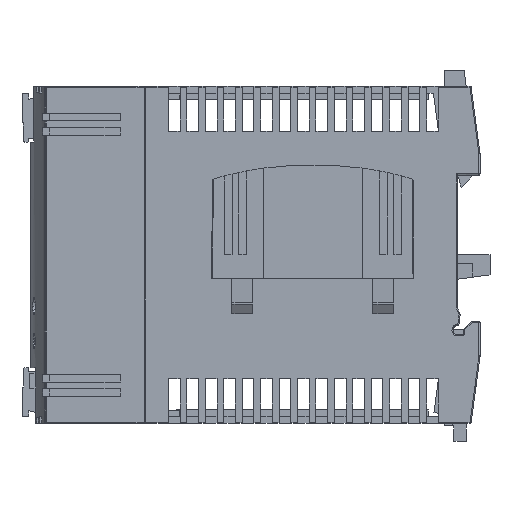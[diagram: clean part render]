
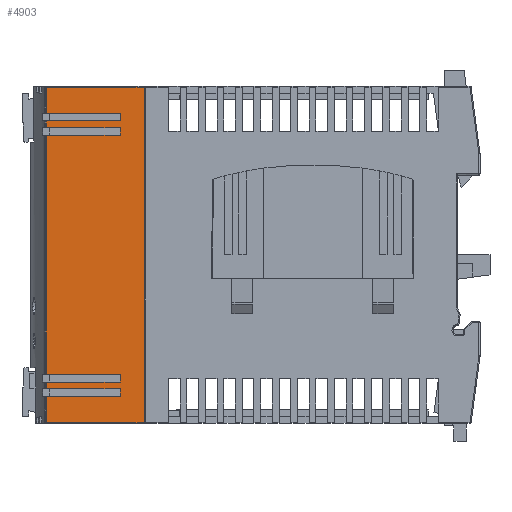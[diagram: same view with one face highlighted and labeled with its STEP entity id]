
A CAD part, front view. The second image highlights one B-rep face of the part: STEP entity #4903.
In plain terms, the highlighted face is planar.
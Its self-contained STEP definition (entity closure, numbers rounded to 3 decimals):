
#4903 = ADVANCED_FACE( '', ( #11962 ), #11963, .F. );
#11962 = FACE_OUTER_BOUND( '', #21289, .T. );
#11963 = PLANE( '', #21290 );
#21289 = EDGE_LOOP( '', ( #36217, #36218, #36219, #36220, #36221, #36222, #36223, #36224, #36225, #36226, #36227, #36228, #36229, #36230, #36231, #36232, #36233, #36234, #36235, #36236 ) );
#21290 = AXIS2_PLACEMENT_3D( '', #36237, #36238, #36239 );
#36217 = ORIENTED_EDGE( '', *, *, #53043, .F. );
#36218 = ORIENTED_EDGE( '', *, *, #56873, .T. );
#36219 = ORIENTED_EDGE( '', *, *, #56874, .T. );
#36220 = ORIENTED_EDGE( '', *, *, #56875, .F. );
#36221 = ORIENTED_EDGE( '', *, *, #56876, .F. );
#36222 = ORIENTED_EDGE( '', *, *, #56877, .T. );
#36223 = ORIENTED_EDGE( '', *, *, #56878, .T. );
#36224 = ORIENTED_EDGE( '', *, *, #56879, .F. );
#36225 = ORIENTED_EDGE( '', *, *, #56880, .F. );
#36226 = ORIENTED_EDGE( '', *, *, #54351, .T. );
#36227 = ORIENTED_EDGE( '', *, *, #56881, .T. );
#36228 = ORIENTED_EDGE( '', *, *, #56584, .F. );
#36229 = ORIENTED_EDGE( '', *, *, #53931, .F. );
#36230 = ORIENTED_EDGE( '', *, *, #56882, .T. );
#36231 = ORIENTED_EDGE( '', *, *, #53861, .T. );
#36232 = ORIENTED_EDGE( '', *, *, #53217, .F. );
#36233 = ORIENTED_EDGE( '', *, *, #56883, .F. );
#36234 = ORIENTED_EDGE( '', *, *, #52980, .T. );
#36235 = ORIENTED_EDGE( '', *, *, #56884, .T. );
#36236 = ORIENTED_EDGE( '', *, *, #53759, .T. );
#36237 = CARTESIAN_POINT( '', ( -22.492, -37.5, -5.217 ) );
#36238 = DIRECTION( '', ( 1., 0., -0.008 ) );
#36239 = DIRECTION( '', ( -0.008, 0., -1. ) );
#52980 = EDGE_CURVE( '', #61989, #61987, #61990, .T. );
#53043 = EDGE_CURVE( '', #62103, #62105, #62106, .T. );
#53217 = EDGE_CURVE( '', #62422, #62424, #62425, .T. );
#53759 = EDGE_CURVE( '', #63375, #62105, #63376, .T. );
#53861 = EDGE_CURVE( '', #63553, #62424, #63554, .T. );
#53931 = EDGE_CURVE( '', #63671, #63672, #63673, .T. );
#54351 = EDGE_CURVE( '', #64392, #64390, #64393, .T. );
#56584 = EDGE_CURVE( '', #63672, #68072, #68073, .T. );
#56873 = EDGE_CURVE( '', #62103, #68497, #68498, .F. );
#56874 = EDGE_CURVE( '', #68497, #68499, #68500, .T. );
#56875 = EDGE_CURVE( '', #68501, #68499, #68502, .T. );
#56876 = EDGE_CURVE( '', #68503, #68501, #68504, .T. );
#56877 = EDGE_CURVE( '', #68503, #68505, #68506, .T. );
#56878 = EDGE_CURVE( '', #68505, #68507, #68508, .T. );
#56879 = EDGE_CURVE( '', #68509, #68507, #68510, .T. );
#56880 = EDGE_CURVE( '', #64392, #68509, #68511, .T. );
#56881 = EDGE_CURVE( '', #64390, #68072, #68512, .T. );
#56882 = EDGE_CURVE( '', #63671, #63553, #68513, .T. );
#56883 = EDGE_CURVE( '', #61989, #62422, #68514, .T. );
#56884 = EDGE_CURVE( '', #61987, #63375, #68515, .T. );
#61987 = VERTEX_POINT( '', #75033 );
#61989 = VERTEX_POINT( '', #75036 );
#61990 = LINE( '', #75037, #75038 );
#62103 = VERTEX_POINT( '', #75201 );
#62105 = VERTEX_POINT( '', #75203 );
#62106 = LINE( '', #75204, #75205 );
#62422 = VERTEX_POINT( '', #75653 );
#62424 = VERTEX_POINT( '', #75656 );
#62425 = LINE( '', #75657, #75658 );
#63375 = VERTEX_POINT( '', #77007 );
#63376 = LINE( '', #77008, #77009 );
#63553 = VERTEX_POINT( '', #77278 );
#63554 = LINE( '', #77279, #77280 );
#63671 = VERTEX_POINT( '', #77437 );
#63672 = VERTEX_POINT( '', #77438 );
#63673 = LINE( '', #77439, #77440 );
#64390 = VERTEX_POINT( '', #78434 );
#64392 = VERTEX_POINT( '', #78437 );
#64393 = LINE( '', #78438, #78439 );
#68072 = VERTEX_POINT( '', #83648 );
#68073 = LINE( '', #83649, #83650 );
#68497 = VERTEX_POINT( '', #84309 );
#68498 = LINE( '', #84310, #84311 );
#68499 = VERTEX_POINT( '', #84312 );
#68500 = LINE( '', #84313, #84314 );
#68501 = VERTEX_POINT( '', #84315 );
#68502 = LINE( '', #84316, #84317 );
#68503 = VERTEX_POINT( '', #84318 );
#68504 = LINE( '', #84319, #84320 );
#68505 = VERTEX_POINT( '', #84321 );
#68506 = LINE( '', #84322, #84323 );
#68507 = VERTEX_POINT( '', #84324 );
#68508 = LINE( '', #84325, #84326 );
#68509 = VERTEX_POINT( '', #84327 );
#68510 = LINE( '', #84328, #84329 );
#68511 = LINE( '', #84330, #84331 );
#68512 = LINE( '', #84332, #84333 );
#68513 = LINE( '', #84334, #84335 );
#68514 = LINE( '', #84336, #84337 );
#68515 = LINE( '', #84338, #84339 );
#75033 = CARTESIAN_POINT( '', ( -22.324, 31.504, 16.521 ) );
#75036 = CARTESIAN_POINT( '', ( -22.451, 31.504, 0.091 ) );
#75037 = CARTESIAN_POINT( '', ( -22.492, 31.504, -5.217 ) );
#75038 = VECTOR( '', #93777, 1000. );
#75201 = CARTESIAN_POINT( '', ( -22.492, -37.3, -5.217 ) );
#75203 = CARTESIAN_POINT( '', ( -22.492, 37.3, -5.217 ) );
#75204 = CARTESIAN_POINT( '', ( -22.492, -37.5, -5.217 ) );
#75205 = VECTOR( '', #93855, 1000. );
#75653 = CARTESIAN_POINT( '', ( -22.451, 29.735, 0.091 ) );
#75656 = CARTESIAN_POINT( '', ( -22.324, 29.735, 16.521 ) );
#75657 = CARTESIAN_POINT( '', ( -22.492, 29.735, -5.217 ) );
#75658 = VECTOR( '', #94037, 1000. );
#77007 = CARTESIAN_POINT( '', ( -22.324, 37.3, 16.521 ) );
#77008 = CARTESIAN_POINT( '', ( -22.492, 37.3, -5.217 ) );
#77009 = VECTOR( '', #94689, 1000. );
#77278 = CARTESIAN_POINT( '', ( -22.324, 28.303, 16.521 ) );
#77279 = CARTESIAN_POINT( '', ( -22.324, -37.5, 16.521 ) );
#77280 = VECTOR( '', #94788, 1000. );
#77437 = CARTESIAN_POINT( '', ( -22.451, 28.303, 0.091 ) );
#77438 = CARTESIAN_POINT( '', ( -22.451, 26.534, 0.091 ) );
#77439 = CARTESIAN_POINT( '', ( -22.451, -37.5, 0.091 ) );
#77440 = VECTOR( '', #94865, 1000. );
#78434 = CARTESIAN_POINT( '', ( -22.324, -26.619, 16.521 ) );
#78437 = CARTESIAN_POINT( '', ( -22.451, -26.619, 0.091 ) );
#78438 = CARTESIAN_POINT( '', ( -22.492, -26.619, -5.217 ) );
#78439 = VECTOR( '', #95329, 1000. );
#83648 = CARTESIAN_POINT( '', ( -22.324, 26.534, 16.521 ) );
#83649 = CARTESIAN_POINT( '', ( -22.492, 26.534, -5.217 ) );
#83650 = VECTOR( '', #97784, 1000. );
#84309 = CARTESIAN_POINT( '', ( -22.324, -37.3, 16.521 ) );
#84310 = CARTESIAN_POINT( '', ( -22.324, -37.3, 16.521 ) );
#84311 = VECTOR( '', #98080, 1000. );
#84312 = CARTESIAN_POINT( '', ( -22.324, -31.504, 16.521 ) );
#84313 = CARTESIAN_POINT( '', ( -22.324, -37.5, 16.521 ) );
#84314 = VECTOR( '', #98081, 1000. );
#84315 = CARTESIAN_POINT( '', ( -22.451, -31.504, 0.091 ) );
#84316 = CARTESIAN_POINT( '', ( -22.492, -31.504, -5.217 ) );
#84317 = VECTOR( '', #98082, 1000. );
#84318 = CARTESIAN_POINT( '', ( -22.451, -29.82, 0.091 ) );
#84319 = CARTESIAN_POINT( '', ( -22.451, -37.5, 0.091 ) );
#84320 = VECTOR( '', #98083, 1000. );
#84321 = CARTESIAN_POINT( '', ( -22.324, -29.82, 16.521 ) );
#84322 = CARTESIAN_POINT( '', ( -22.492, -29.82, -5.217 ) );
#84323 = VECTOR( '', #98084, 1000. );
#84324 = CARTESIAN_POINT( '', ( -22.324, -28.303, 16.521 ) );
#84325 = CARTESIAN_POINT( '', ( -22.324, -37.5, 16.521 ) );
#84326 = VECTOR( '', #98085, 1000. );
#84327 = CARTESIAN_POINT( '', ( -22.451, -28.303, 0.091 ) );
#84328 = CARTESIAN_POINT( '', ( -22.492, -28.303, -5.217 ) );
#84329 = VECTOR( '', #98086, 1000. );
#84330 = CARTESIAN_POINT( '', ( -22.451, -37.5, 0.091 ) );
#84331 = VECTOR( '', #98087, 1000. );
#84332 = CARTESIAN_POINT( '', ( -22.324, -37.5, 16.521 ) );
#84333 = VECTOR( '', #98088, 1000. );
#84334 = CARTESIAN_POINT( '', ( -22.492, 28.303, -5.217 ) );
#84335 = VECTOR( '', #98089, 1000. );
#84336 = CARTESIAN_POINT( '', ( -22.451, -37.5, 0.091 ) );
#84337 = VECTOR( '', #98090, 1000. );
#84338 = CARTESIAN_POINT( '', ( -22.324, -37.5, 16.521 ) );
#84339 = VECTOR( '', #98091, 1000. );
#93777 = DIRECTION( '', ( 0.008, 0., 1. ) );
#93855 = DIRECTION( '', ( 0., 1., 0. ) );
#94037 = DIRECTION( '', ( 0.008, 0., 1. ) );
#94689 = DIRECTION( '', ( -0.008, 0., -1. ) );
#94788 = DIRECTION( '', ( 0., 1., 0. ) );
#94865 = DIRECTION( '', ( 0., -1., 0. ) );
#95329 = DIRECTION( '', ( 0.008, 0., 1. ) );
#97784 = DIRECTION( '', ( 0.008, 0., 1. ) );
#98080 = DIRECTION( '', ( -0.008, 0., -1. ) );
#98081 = DIRECTION( '', ( 0., 1., 0. ) );
#98082 = DIRECTION( '', ( 0.008, 0., 1. ) );
#98083 = DIRECTION( '', ( 0., -1., 0. ) );
#98084 = DIRECTION( '', ( 0.008, 0., 1. ) );
#98085 = DIRECTION( '', ( 0., 1., 0. ) );
#98086 = DIRECTION( '', ( 0.008, 0., 1. ) );
#98087 = DIRECTION( '', ( 0., -1., 0. ) );
#98088 = DIRECTION( '', ( 0., 1., 0. ) );
#98089 = DIRECTION( '', ( 0.008, 0., 1. ) );
#98090 = DIRECTION( '', ( 0., -1., 0. ) );
#98091 = DIRECTION( '', ( 0., 1., 0. ) );
